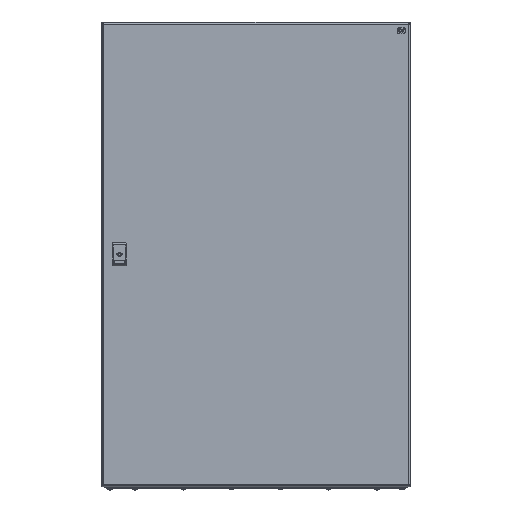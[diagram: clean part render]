
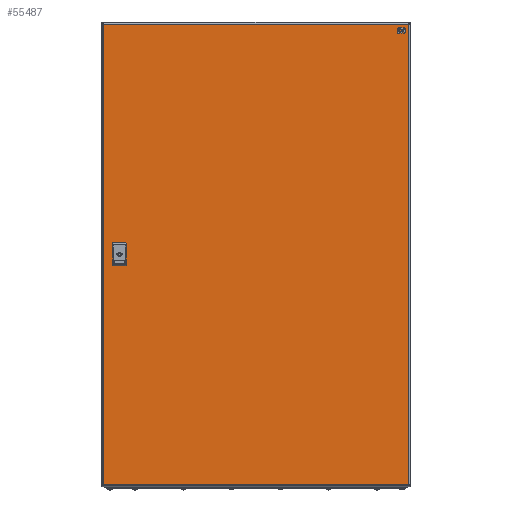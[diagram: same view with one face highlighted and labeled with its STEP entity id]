
A CAD part, front view. The second image highlights one B-rep face of the part: STEP entity #55487.
In plain terms, the highlighted face is planar.
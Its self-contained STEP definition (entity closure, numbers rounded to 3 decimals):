
#54877=DIRECTION('',(0.,1.,0.));
#54878=VECTOR('',#54877,788.4);
#54879=CARTESIAN_POINT('',(-594.5,-394.2,0.));
#54880=LINE('',#54879,#54878);
#54922=DIRECTION('',(1.,0.,0.));
#54923=VECTOR('',#54922,1189.);
#54924=CARTESIAN_POINT('',(-594.5,394.2,0.));
#54925=LINE('',#54924,#54923);
#55076=DIRECTION('',(0.,-1.,0.));
#55077=VECTOR('',#55076,788.4);
#55078=CARTESIAN_POINT('',(594.5,394.2,0.));
#55079=LINE('',#55078,#55077);
#55114=DIRECTION('',(-1.,0.,0.));
#55115=VECTOR('',#55114,1189.);
#55116=CARTESIAN_POINT('',(594.5,-394.2,0.));
#55117=LINE('',#55116,#55115);
#55336=DIRECTION('',(0.,1.,0.));
#55337=VECTOR('',#55336,25.);
#55338=CARTESIAN_POINT('',(25.,-365.5,0.));
#55339=LINE('',#55338,#55337);
#55350=DIRECTION('',(1.,0.,0.));
#55351=VECTOR('',#55350,50.);
#55352=CARTESIAN_POINT('',(-25.,-365.5,0.));
#55353=LINE('',#55352,#55351);
#55364=DIRECTION('',(0.,-1.,0.));
#55365=VECTOR('',#55364,25.);
#55366=CARTESIAN_POINT('',(-25.,-340.5,0.));
#55367=LINE('',#55366,#55365);
#55378=DIRECTION('',(-1.,0.,0.));
#55379=VECTOR('',#55378,50.);
#55380=CARTESIAN_POINT('',(25.,-340.5,0.));
#55381=LINE('',#55380,#55379);
#55385=CARTESIAN_POINT('',(-594.5,-394.2,0.));
#55386=CARTESIAN_POINT('',(-594.5,394.2,0.));
#55387=VERTEX_POINT('',#55385);
#55388=VERTEX_POINT('',#55386);
#55389=CARTESIAN_POINT('',(594.5,-394.2,0.));
#55390=VERTEX_POINT('',#55389);
#55391=CARTESIAN_POINT('',(594.5,394.2,0.));
#55392=VERTEX_POINT('',#55391);
#55393=CARTESIAN_POINT('',(-25.,-365.5,0.));
#55394=CARTESIAN_POINT('',(25.,-365.5,0.));
#55395=VERTEX_POINT('',#55393);
#55396=VERTEX_POINT('',#55394);
#55397=CARTESIAN_POINT('',(-25.,-340.5,0.));
#55398=VERTEX_POINT('',#55397);
#55399=CARTESIAN_POINT('',(25.,-340.5,0.));
#55400=VERTEX_POINT('',#55399);
#55462=CARTESIAN_POINT('',(0.,0.,0.));
#55463=DIRECTION('',(0.,0.,-1.));
#55464=DIRECTION('',(-1.,0.,0.));
#55465=AXIS2_PLACEMENT_3D('',#55462,#55463,#55464);
#55466=PLANE('',#55465);
#55468=ORIENTED_EDGE('',*,*,#55467,.F.);
#55470=ORIENTED_EDGE('',*,*,#55469,.F.);
#55472=ORIENTED_EDGE('',*,*,#55471,.F.);
#55474=ORIENTED_EDGE('',*,*,#55473,.F.);
#55475=EDGE_LOOP('',(#55468,#55470,#55472,#55474));
#55476=FACE_OUTER_BOUND('',#55475,.F.);
#55478=ORIENTED_EDGE('',*,*,#55477,.F.);
#55480=ORIENTED_EDGE('',*,*,#55479,.F.);
#55482=ORIENTED_EDGE('',*,*,#55481,.F.);
#55484=ORIENTED_EDGE('',*,*,#55483,.F.);
#55485=EDGE_LOOP('',(#55478,#55480,#55482,#55484));
#55486=FACE_BOUND('',#55485,.F.);
#55467=EDGE_CURVE('',#55387,#55388,#54880,.T.);
#55469=EDGE_CURVE('',#55390,#55387,#55117,.T.);
#55471=EDGE_CURVE('',#55392,#55390,#55079,.T.);
#55473=EDGE_CURVE('',#55388,#55392,#54925,.T.);
#55477=EDGE_CURVE('',#55395,#55396,#55353,.T.);
#55479=EDGE_CURVE('',#55398,#55395,#55367,.T.);
#55481=EDGE_CURVE('',#55400,#55398,#55381,.T.);
#55483=EDGE_CURVE('',#55396,#55400,#55339,.T.);
#55487=ADVANCED_FACE('',(#55476,#55486),#55466,.T.);
